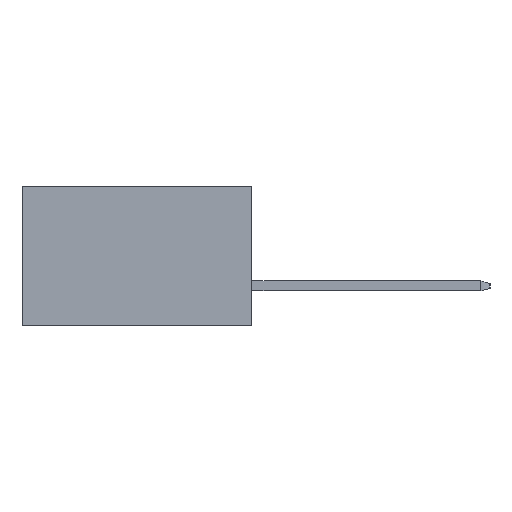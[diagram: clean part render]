
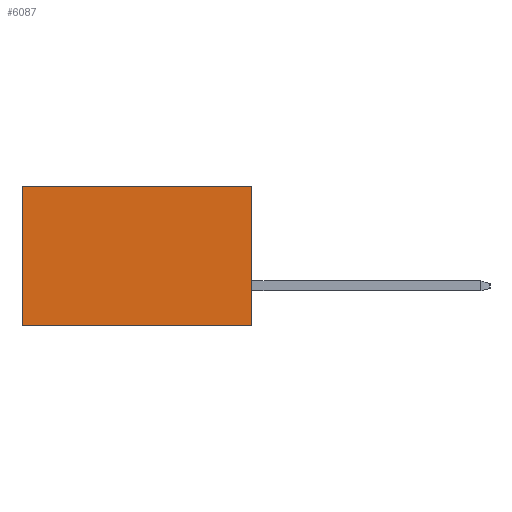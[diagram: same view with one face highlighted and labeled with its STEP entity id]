
A CAD part, left-side view. The second image highlights one B-rep face of the part: STEP entity #6087.
In plain terms, the highlighted planar face has unit normal (-1, 0, 0).
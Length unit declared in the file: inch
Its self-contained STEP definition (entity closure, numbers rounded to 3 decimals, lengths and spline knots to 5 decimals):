
#59 = DIRECTION ( 'NONE',  ( 0., 0., -1. ) ) ;
#335 = ORIENTED_EDGE ( 'NONE', *, *, #5247, .T. ) ;
#1148 = VERTEX_POINT ( 'NONE', #4690 ) ;
#2191 = VECTOR ( 'NONE', #10367, 39.37008 ) ;
#2415 = PLANE ( 'NONE',  #8531 ) ;
#3176 = CARTESIAN_POINT ( 'NONE',  ( 0.3205, 0., 0. ) ) ;
#3178 = CARTESIAN_POINT ( 'NONE',  ( 0.3205, 0., -0.437 ) ) ;
#4037 = CARTESIAN_POINT ( 'NONE',  ( 0.3205, 0.72, -0.437 ) ) ;
#4261 = LINE ( 'NONE', #9552, #8916 ) ;
#4492 = VERTEX_POINT ( 'NONE', #3176 ) ;
#4534 = CARTESIAN_POINT ( 'NONE',  ( 0.3205, 0., 0. ) ) ;
#4690 = CARTESIAN_POINT ( 'NONE',  ( 0.3205, 0.72, 0. ) ) ;
#4929 = LINE ( 'NONE', #4037, #5151 ) ;
#4951 = VECTOR ( 'NONE', #5607, 39.37008 ) ;
#5151 = VECTOR ( 'NONE', #7589, 39.37008 ) ;
#5247 = EDGE_CURVE ( 'NONE', #1148, #7131, #4929, .T. ) ;
#5420 = CARTESIAN_POINT ( 'NONE',  ( 0.3205, 0., -0.437 ) ) ;
#5435 = LINE ( 'NONE', #4534, #4951 ) ;
#5605 = ORIENTED_EDGE ( 'NONE', *, *, #6706, .T. ) ;
#5607 = DIRECTION ( 'NONE',  ( 0., 1., 0. ) ) ;
#5733 = ORIENTED_EDGE ( 'NONE', *, *, #6996, .F. ) ;
#6087 = ADVANCED_FACE ( 'NONE', ( #10850 ), #2415, .F. ) ;
#6609 = DIRECTION ( 'NONE',  ( 1., 0., 0. ) ) ;
#6706 = EDGE_CURVE ( 'NONE', #4492, #1148, #5435, .T. ) ;
#6996 = EDGE_CURVE ( 'NONE', #7144, #7131, #7680, .T. ) ;
#7131 = VERTEX_POINT ( 'NONE', #9018 ) ;
#7144 = VERTEX_POINT ( 'NONE', #5420 ) ;
#7336 = DIRECTION ( 'NONE',  ( 0., 0., -1. ) ) ;
#7589 = DIRECTION ( 'NONE',  ( 0., 0., -1. ) ) ;
#7680 = LINE ( 'NONE', #8743, #2191 ) ;
#8102 = EDGE_CURVE ( 'NONE', #4492, #7144, #4261, .T. ) ;
#8531 = AXIS2_PLACEMENT_3D ( 'NONE', #3178, #6609, #7336 ) ;
#8743 = CARTESIAN_POINT ( 'NONE',  ( 0.3205, 0., -0.437 ) ) ;
#8916 = VECTOR ( 'NONE', #59, 39.37008 ) ;
#9018 = CARTESIAN_POINT ( 'NONE',  ( 0.3205, 0.72, -0.437 ) ) ;
#9552 = CARTESIAN_POINT ( 'NONE',  ( 0.3205, 0., -0.437 ) ) ;
#9849 = ORIENTED_EDGE ( 'NONE', *, *, #8102, .F. ) ;
#10259 = EDGE_LOOP ( 'NONE', ( #335, #5733, #9849, #5605 ) ) ;
#10367 = DIRECTION ( 'NONE',  ( 0., 1., 0. ) ) ;
#10850 = FACE_OUTER_BOUND ( 'NONE', #10259, .T. ) ;
